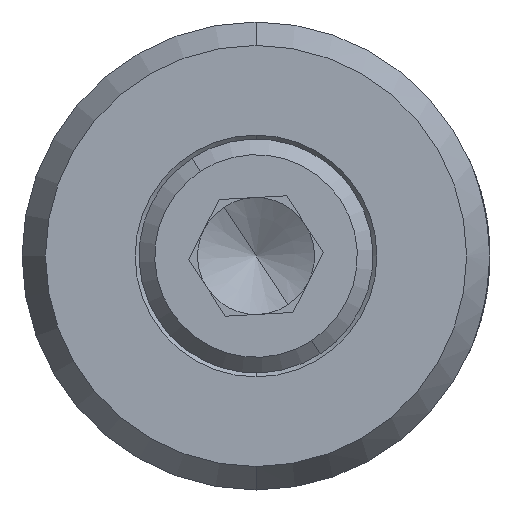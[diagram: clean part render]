
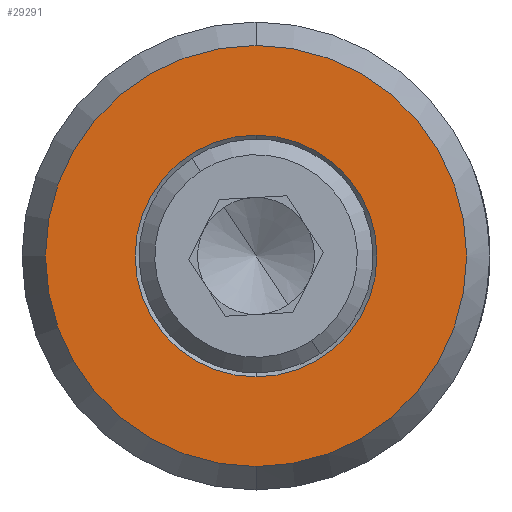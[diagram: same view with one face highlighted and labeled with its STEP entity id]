
A CAD part, front view. The second image highlights one B-rep face of the part: STEP entity #29291.
In plain terms, the highlighted planar face has unit normal (0, -1, 0).
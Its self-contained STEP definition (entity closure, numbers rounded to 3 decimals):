
#471 = FACE_OUTER_BOUND ( 'NONE', #31353, .T. ) ;
#994 = CARTESIAN_POINT ( 'NONE',  ( 0., 0., 0. ) ) ;
#1059 = CIRCLE ( 'NONE', #5567, 1.55 ) ;
#3996 = CIRCLE ( 'NONE', #50045, 2.7 ) ;
#4418 = FACE_BOUND ( 'NONE', #22050, .T. ) ;
#4685 = PLANE ( 'NONE',  #50790 ) ;
#5068 = VERTEX_POINT ( 'NONE', #38678 ) ;
#5567 = AXIS2_PLACEMENT_3D ( 'NONE', #44755, #10069, #27278 ) ;
#8658 = ORIENTED_EDGE ( 'NONE', *, *, #27617, .T. ) ;
#9787 = CARTESIAN_POINT ( 'NONE',  ( 0., 0., 0. ) ) ;
#10069 = DIRECTION ( 'NONE',  ( 0., 1., 0. ) ) ;
#12631 = DIRECTION ( 'NONE',  ( 0., 0., 1. ) ) ;
#13474 = DIRECTION ( 'NONE',  ( 0., -1., 0. ) ) ;
#15657 = CIRCLE ( 'NONE', #21051, 1.55 ) ;
#17422 = EDGE_CURVE ( 'NONE', #5068, #25559, #1059, .T. ) ;
#20538 = CIRCLE ( 'NONE', #52055, 2.7 ) ;
#21051 = AXIS2_PLACEMENT_3D ( 'NONE', #46495, #38596, #55498 ) ;
#22050 = EDGE_LOOP ( 'NONE', ( #34037, #23519 ) ) ;
#23519 = ORIENTED_EDGE ( 'NONE', *, *, #17422, .T. ) ;
#24304 = EDGE_CURVE ( 'NONE', #43310, #53718, #3996, .T. ) ;
#25559 = VERTEX_POINT ( 'NONE', #46271 ) ;
#26382 = ORIENTED_EDGE ( 'NONE', *, *, #24304, .T. ) ;
#27278 = DIRECTION ( 'NONE',  ( 0., 0., 1. ) ) ;
#27617 = EDGE_CURVE ( 'NONE', #53718, #43310, #20538, .T. ) ;
#27697 = CARTESIAN_POINT ( 'NONE',  ( 0., 0., 0. ) ) ;
#28691 = EDGE_CURVE ( 'NONE', #25559, #5068, #15657, .T. ) ;
#29291 = ADVANCED_FACE ( 'NONE', ( #4418, #471 ), #4685, .F. ) ;
#31353 = EDGE_LOOP ( 'NONE', ( #8658, #26382 ) ) ;
#34037 = ORIENTED_EDGE ( 'NONE', *, *, #28691, .T. ) ;
#34629 = DIRECTION ( 'NONE',  ( 0., -1., 0. ) ) ;
#35954 = CARTESIAN_POINT ( 'NONE',  ( 0., 0., -2.7 ) ) ;
#38596 = DIRECTION ( 'NONE',  ( 0., 1., 0. ) ) ;
#38678 = CARTESIAN_POINT ( 'NONE',  ( 0., 0., 1.55 ) ) ;
#39361 = DIRECTION ( 'NONE',  ( 0., 1., 0. ) ) ;
#39905 = DIRECTION ( 'NONE',  ( 0., 0., 1. ) ) ;
#41070 = CARTESIAN_POINT ( 'NONE',  ( 0., 0., 2.7 ) ) ;
#43096 = DIRECTION ( 'NONE',  ( 0., 0., 1. ) ) ;
#43310 = VERTEX_POINT ( 'NONE', #35954 ) ;
#44755 = CARTESIAN_POINT ( 'NONE',  ( 0., 0., 0. ) ) ;
#46271 = CARTESIAN_POINT ( 'NONE',  ( 0., 0., -1.55 ) ) ;
#46495 = CARTESIAN_POINT ( 'NONE',  ( 0., 0., 0. ) ) ;
#50045 = AXIS2_PLACEMENT_3D ( 'NONE', #27697, #34629, #12631 ) ;
#50790 = AXIS2_PLACEMENT_3D ( 'NONE', #994, #39361, #39905 ) ;
#52055 = AXIS2_PLACEMENT_3D ( 'NONE', #9787, #13474, #43096 ) ;
#53718 = VERTEX_POINT ( 'NONE', #41070 ) ;
#55498 = DIRECTION ( 'NONE',  ( 0., 0., 1. ) ) ;
